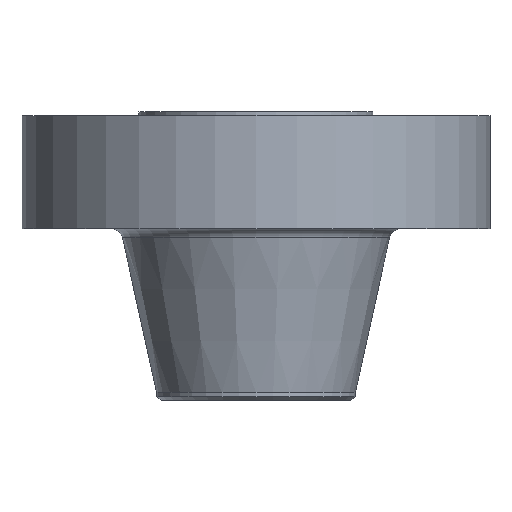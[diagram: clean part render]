
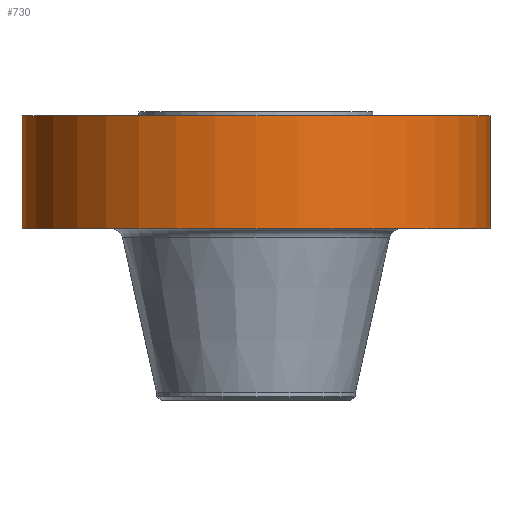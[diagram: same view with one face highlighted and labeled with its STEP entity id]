
A CAD part, front view. The second image highlights one B-rep face of the part: STEP entity #730.
In plain terms, the highlighted cylindrical face has radius 381 mm (diameter 762 mm), a partial arc.
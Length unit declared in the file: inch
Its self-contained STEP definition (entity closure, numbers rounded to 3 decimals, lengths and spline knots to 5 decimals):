
#8 = CARTESIAN_POINT ( 'NONE',  ( 15., 0., 0. ) ) ;
#49 = ORIENTED_EDGE ( 'NONE', *, *, #878, .T. ) ;
#90 = DIRECTION ( 'NONE',  ( 1., 0., 0. ) ) ;
#120 = CARTESIAN_POINT ( 'NONE',  ( 15., 0., -0.25 ) ) ;
#197 = VERTEX_POINT ( 'NONE', #120 ) ;
#239 = CARTESIAN_POINT ( 'NONE',  ( 0., 0., -7.5 ) ) ;
#252 = LINE ( 'NONE', #8, #830 ) ;
#274 = DIRECTION ( 'NONE',  ( 0., 0., 1. ) ) ;
#282 = AXIS2_PLACEMENT_3D ( 'NONE', #524, #1428, #90 ) ;
#291 = CARTESIAN_POINT ( 'NONE',  ( 0., 0., -0.25 ) ) ;
#316 = DIRECTION ( 'NONE',  ( 0., 0., 1. ) ) ;
#405 = VERTEX_POINT ( 'NONE', #875 ) ;
#457 = CIRCLE ( 'NONE', #780, 15. ) ;
#524 = CARTESIAN_POINT ( 'NONE',  ( 0., 0., 0. ) ) ;
#554 = FACE_OUTER_BOUND ( 'NONE', #978, .T. ) ;
#609 = DIRECTION ( 'NONE',  ( 1., 0., 0. ) ) ;
#700 = DIRECTION ( 'NONE',  ( 1., 0., 0. ) ) ;
#730 = ADVANCED_FACE ( 'NONE', ( #554 ), #1110, .T. ) ;
#763 = ORIENTED_EDGE ( 'NONE', *, *, #817, .F. ) ;
#780 = AXIS2_PLACEMENT_3D ( 'NONE', #239, #934, #700 ) ;
#817 = EDGE_CURVE ( 'NONE', #1070, #405, #1328, .T. ) ;
#830 = VECTOR ( 'NONE', #1040, 39.37008 ) ;
#856 = VERTEX_POINT ( 'NONE', #917 ) ;
#866 = EDGE_CURVE ( 'NONE', #1070, #856, #457, .T. ) ;
#875 = CARTESIAN_POINT ( 'NONE',  ( -15., 0., -0.25 ) ) ;
#878 = EDGE_CURVE ( 'NONE', #856, #197, #252, .T. ) ;
#917 = CARTESIAN_POINT ( 'NONE',  ( 15., 0., -7.5 ) ) ;
#934 = DIRECTION ( 'NONE',  ( 0., 0., 1. ) ) ;
#948 = VECTOR ( 'NONE', #316, 39.37008 ) ;
#978 = EDGE_LOOP ( 'NONE', ( #763, #1185, #49, #1282 ) ) ;
#1040 = DIRECTION ( 'NONE',  ( 0., 0., 1. ) ) ;
#1070 = VERTEX_POINT ( 'NONE', #1435 ) ;
#1110 = CYLINDRICAL_SURFACE ( 'NONE', #282, 15. ) ;
#1185 = ORIENTED_EDGE ( 'NONE', *, *, #866, .T. ) ;
#1282 = ORIENTED_EDGE ( 'NONE', *, *, #1389, .F. ) ;
#1320 = CARTESIAN_POINT ( 'NONE',  ( -15., 0., 0. ) ) ;
#1328 = LINE ( 'NONE', #1320, #948 ) ;
#1371 = CIRCLE ( 'NONE', #1409, 15. ) ;
#1389 = EDGE_CURVE ( 'NONE', #405, #197, #1371, .T. ) ;
#1409 = AXIS2_PLACEMENT_3D ( 'NONE', #291, #274, #609 ) ;
#1428 = DIRECTION ( 'NONE',  ( 0., 0., 1. ) ) ;
#1435 = CARTESIAN_POINT ( 'NONE',  ( -15., 0., -7.5 ) ) ;
